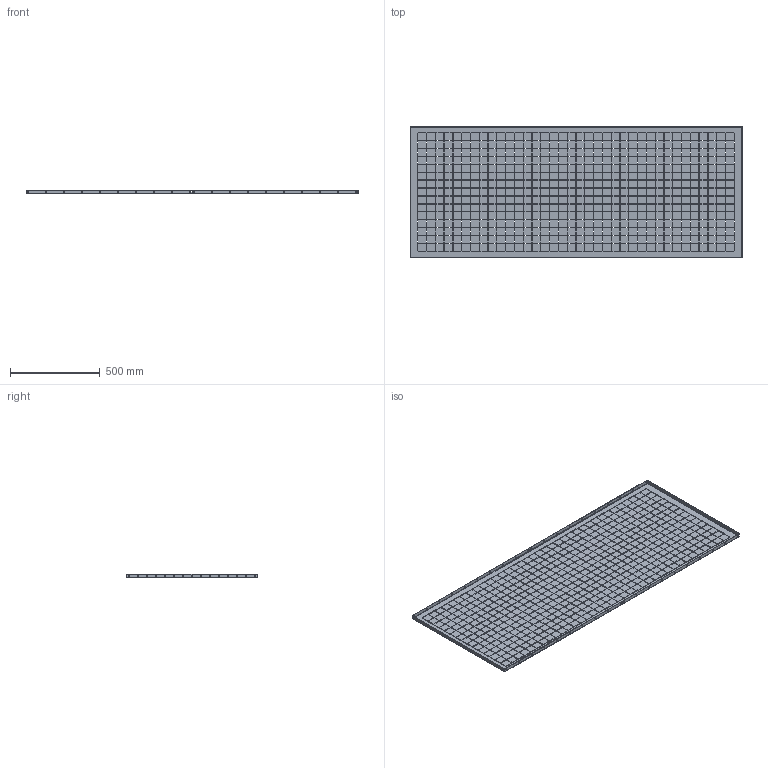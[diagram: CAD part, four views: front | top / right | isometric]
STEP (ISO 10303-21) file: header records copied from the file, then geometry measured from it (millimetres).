
FILE_DESCRIPTION (( 'STEP AP214' ), '1' );
FILE_NAME ('ÌÈ-2493.00.00.001 Ïåðåãîðîäêà âåðòèêàëüíàÿ ïî øèðèíå øêàôà 2000õ800.STEP', '2022-12-09T06:26:29', ( '' ), ( '' ), 'SwSTEP 2.0', 'SolidWorks 2021', '' );
FILE_SCHEMA (( 'AUTOMOTIVE_DESIGN' ));
Products named in the file (1): ÌÈ-2493.00.00.001 Ïåðåãîðîäêà âåðòèêàëüíàÿ ïî øèðèíå øêàôà 2000õ800
Bounding box: 1849 x 728 x 21 mm (x, y, z)
Volume: 1350285.5 mm3; surface area: 2804644.4 mm2
Topology: 1 solids, 1 shells, 4704 faces, 14074 edges, 9372 vertices
Faces by surface type: plane 4550, cylinder 146, bspline 8
Entity records: 160689 total; most frequent: CARTESIAN_POINT 28912, ORIENTED_EDGE 28148, DIRECTION 23716, EDGE_CURVE 14074, LINE 13770, VECTOR 13770, VERTEX_POINT 9372, EDGE_LOOP 7102
